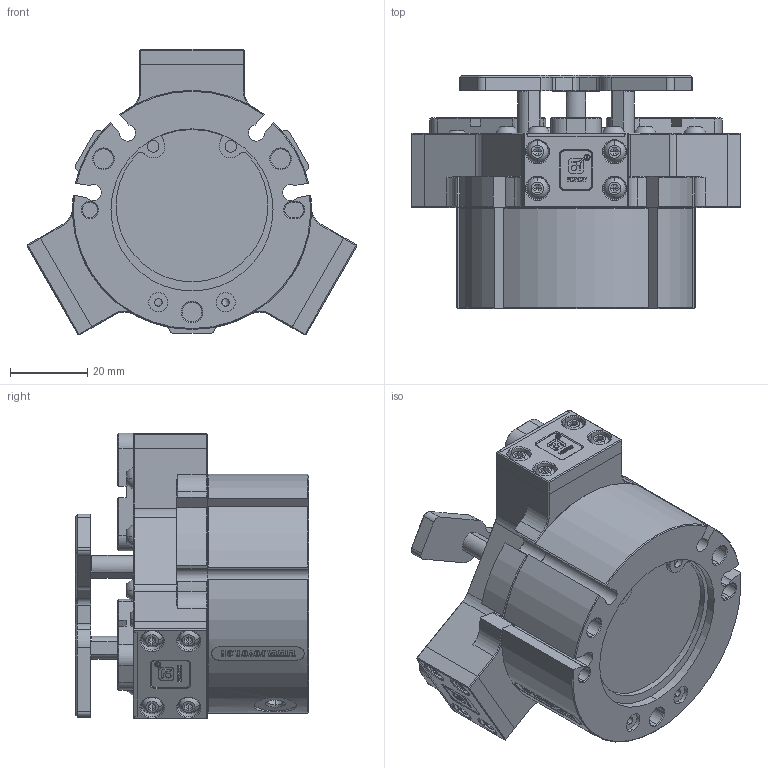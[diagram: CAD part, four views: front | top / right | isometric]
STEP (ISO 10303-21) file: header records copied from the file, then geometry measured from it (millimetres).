
FILE_DESCRIPTION (( 'STEP AP203' ), '1' );
FILE_NAME ('FY-HDQ3-40-SAD.STEP', '2024-08-25T07:14:01', ( 'User' ), ( 'Microsoft' ), 'SwSTEP 2.0', 'SolidWorks 2015', '' );
FILE_SCHEMA (( 'CONFIG_CONTROL_DESIGN' ));
Length unit declared in the file: millimetre
Products named in the file (3): FY-HDQ3-40-SAD翋极; FY-HDQ3-40-SAD滅鳥輸 - 萵掛; FY-HDQ3-40-SAD
Assembly tree (4 placements, depth 2):
  FY-HDQ3-40-SAD
    FY-HDQ3-40-SAD翋极
    FY-HDQ3-40-SAD滅鳥輸 - 萵掛  x3
Bounding box: 85.48 x 60.4 x 74.12 mm (x, y, z)
Volume: 4401 mm3; surface area: 39959.4 mm2
Topology: 3 solids, 73 shells, 1308 faces, 4419 edges, 3132 vertices
Faces by surface type: plane 779, cylinder 247, cone 178, bspline 54, sphere 50
Entity records: 53102 total; most frequent: CARTESIAN_POINT 17322, DIRECTION 7146, ORIENTED_EDGE 6530, EDGE_CURVE 4200, VERTEX_POINT 3001, VECTOR 2810, LINE 2810, AXIS2_PLACEMENT_3D 2168
